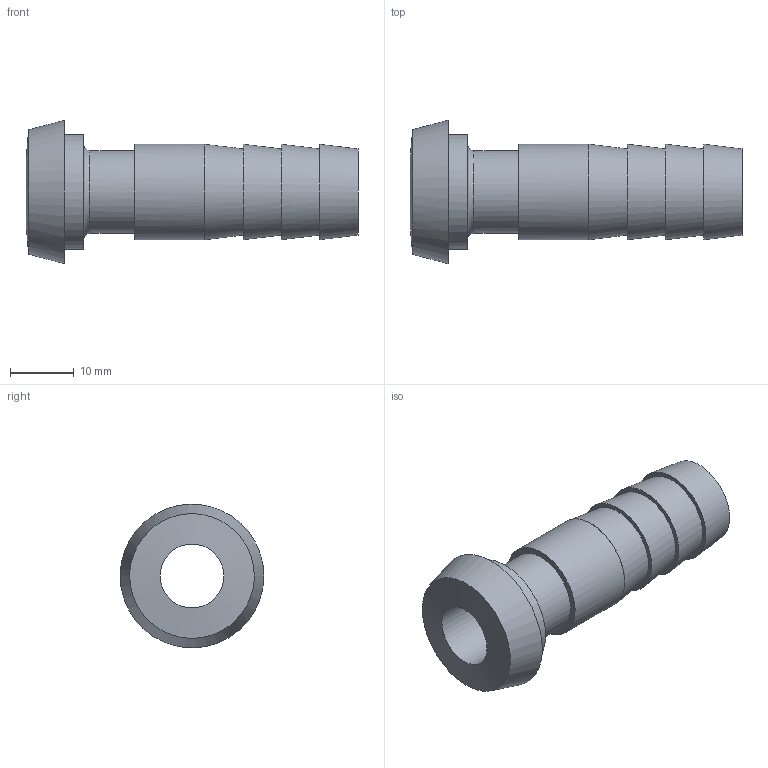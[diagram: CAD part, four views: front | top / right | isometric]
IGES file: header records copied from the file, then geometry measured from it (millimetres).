
Global section: file name: 26040010000; native system: Autodesk Inventor 2015; preprocessor: unknown; author: Struska Martin; date: 20160308.114850; units: millimetre
Bounding box: 52 x 22.5 x 22.46 mm (x, y, z)
Volume: 5532.1 mm3; surface area: 4789.9 mm2
Topology: 1 solids, 1 shells, 19 faces, 49 edges, 38 vertices
Faces by surface type: bspline 19
